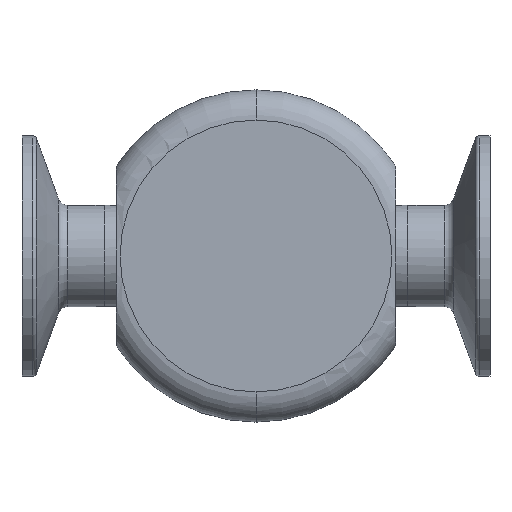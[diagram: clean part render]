
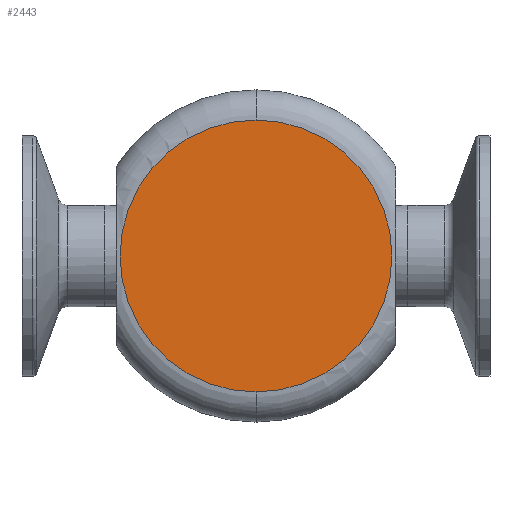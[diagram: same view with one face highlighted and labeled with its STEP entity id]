
A CAD part, front view. The second image highlights one B-rep face of the part: STEP entity #2443.
In plain terms, the highlighted planar face has unit normal (0, -1, 0).
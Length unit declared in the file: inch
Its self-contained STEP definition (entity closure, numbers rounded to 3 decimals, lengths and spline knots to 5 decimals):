
#289 = DIRECTION ( 'NONE',  ( 0., 0., -1. ) ) ;
#408 = DIRECTION ( 'NONE',  ( 0., -1., 0. ) ) ;
#653 = EDGE_LOOP ( 'NONE', ( #3661, #3121 ) ) ;
#661 = CIRCLE ( 'NONE', #697, 1.125 ) ;
#697 = AXIS2_PLACEMENT_3D ( 'NONE', #1870, #2807, #289 ) ;
#1076 = AXIS2_PLACEMENT_3D ( 'NONE', #3577, #408, #3257 ) ;
#1112 = EDGE_CURVE ( 'NONE', #1533, #3394, #661, .T. ) ;
#1305 = EDGE_CURVE ( 'NONE', #3394, #1533, #2951, .T. ) ;
#1333 = CARTESIAN_POINT ( 'NONE',  ( 0., -0.8375, 1.125 ) ) ;
#1374 = PLANE ( 'NONE',  #1076 ) ;
#1533 = VERTEX_POINT ( 'NONE', #2487 ) ;
#1730 = CARTESIAN_POINT ( 'NONE',  ( 0., -0.8375, 0. ) ) ;
#1870 = CARTESIAN_POINT ( 'NONE',  ( 0., -0.8375, 0. ) ) ;
#2338 = DIRECTION ( 'NONE',  ( 0., 0., -1. ) ) ;
#2443 = ADVANCED_FACE ( 'NONE', ( #3875 ), #1374, .T. ) ;
#2487 = CARTESIAN_POINT ( 'NONE',  ( 0., -0.8375, -1.125 ) ) ;
#2630 = AXIS2_PLACEMENT_3D ( 'NONE', #1730, #3247, #2338 ) ;
#2807 = DIRECTION ( 'NONE',  ( 0., -1., 0. ) ) ;
#2951 = CIRCLE ( 'NONE', #2630, 1.125 ) ;
#3121 = ORIENTED_EDGE ( 'NONE', *, *, #1305, .T. ) ;
#3247 = DIRECTION ( 'NONE',  ( 0., -1., 0. ) ) ;
#3257 = DIRECTION ( 'NONE',  ( 0., 0., -1. ) ) ;
#3394 = VERTEX_POINT ( 'NONE', #1333 ) ;
#3577 = CARTESIAN_POINT ( 'NONE',  ( 0., -0.8375, 0. ) ) ;
#3661 = ORIENTED_EDGE ( 'NONE', *, *, #1112, .T. ) ;
#3875 = FACE_OUTER_BOUND ( 'NONE', #653, .T. ) ;
